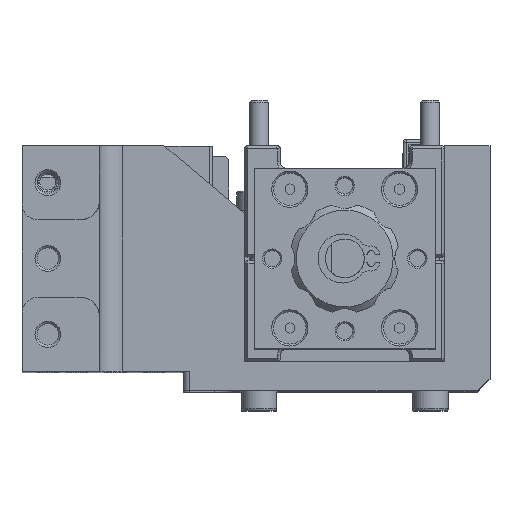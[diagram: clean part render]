
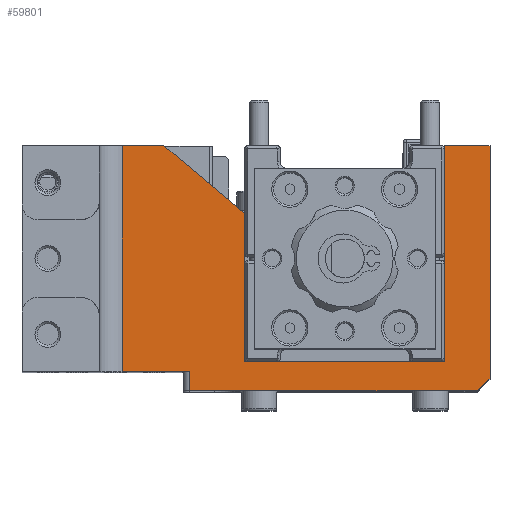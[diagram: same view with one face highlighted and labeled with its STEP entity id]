
A CAD part, top view. The second image highlights one B-rep face of the part: STEP entity #59801.
In plain terms, the highlighted planar face has unit normal (0, 0, 1).
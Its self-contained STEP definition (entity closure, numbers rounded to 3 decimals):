
#5659=FACE_OUTER_BOUND('',#9390,.T.);
#9390=EDGE_LOOP('',(#53411,#53412,#53413,#53414,#53415,#53416,#53417,#53418,
#53419,#53420,#53421,#53422));
#12118=LINE('',#82112,#17776);
#12145=LINE('',#82308,#17803);
#16971=LINE('',#106960,#22629);
#16982=LINE('',#106982,#22640);
#16999=LINE('',#107021,#22657);
#17012=LINE('',#107075,#22670);
#17204=LINE('',#107929,#22862);
#17227=LINE('',#108011,#22885);
#17280=LINE('',#108196,#22938);
#17281=LINE('',#108198,#22939);
#17282=LINE('',#108199,#22940);
#17283=LINE('',#108200,#22941);
#17776=VECTOR('',#65837,10.5);
#17803=VECTOR('',#66012,33.5);
#22629=VECTOR('',#79138,2.828);
#22640=VECTOR('',#79159,16.335);
#22657=VECTOR('',#79212,31.);
#22670=VECTOR('',#79281,44.5);
#22862=VECTOR('',#80063,6.487);
#22885=VECTOR('',#80160,36.);
#22938=VECTOR('',#80361,35.);
#22939=VECTOR('',#80364,7.);
#22940=VECTOR('',#80365,23.);
#22941=VECTOR('',#80366,3.);
#23525=VERTEX_POINT('',#82109);
#23526=VERTEX_POINT('',#82111);
#23620=VERTEX_POINT('',#82305);
#23621=VERTEX_POINT('',#82307);
#28342=VERTEX_POINT('',#106958);
#28343=VERTEX_POINT('',#106959);
#28348=VERTEX_POINT('',#106979);
#28349=VERTEX_POINT('',#106981);
#28353=VERTEX_POINT('',#107019);
#28366=VERTEX_POINT('',#107074);
#28600=VERTEX_POINT('',#107927);
#28622=VERTEX_POINT('',#108009);
#29167=EDGE_CURVE('',#23526,#23525,#12118,.T.);
#29265=EDGE_CURVE('',#23621,#23620,#12145,.T.);
#36517=EDGE_CURVE('',#28342,#28343,#16971,.T.);
#36528=EDGE_CURVE('',#28348,#28349,#16982,.T.);
#36546=EDGE_CURVE('',#23620,#28353,#16999,.T.);
#36573=EDGE_CURVE('',#28366,#28343,#17012,.T.);
#36931=EDGE_CURVE('',#28348,#28600,#17204,.T.);
#36973=EDGE_CURVE('',#28342,#28622,#17227,.T.);
#37054=EDGE_CURVE('',#28600,#23526,#17280,.T.);
#37055=EDGE_CURVE('',#28622,#23621,#17281,.T.);
#37056=EDGE_CURVE('',#28353,#28349,#17282,.T.);
#37057=EDGE_CURVE('',#23525,#28366,#17283,.T.);
#53411=ORIENTED_EDGE('',*,*,#36973,.T.);
#53412=ORIENTED_EDGE('',*,*,#37055,.T.);
#53413=ORIENTED_EDGE('',*,*,#29265,.T.);
#53414=ORIENTED_EDGE('',*,*,#36546,.T.);
#53415=ORIENTED_EDGE('',*,*,#37056,.T.);
#53416=ORIENTED_EDGE('',*,*,#36528,.F.);
#53417=ORIENTED_EDGE('',*,*,#36931,.T.);
#53418=ORIENTED_EDGE('',*,*,#37054,.T.);
#53419=ORIENTED_EDGE('',*,*,#29167,.T.);
#53420=ORIENTED_EDGE('',*,*,#37057,.T.);
#53421=ORIENTED_EDGE('',*,*,#36573,.T.);
#53422=ORIENTED_EDGE('',*,*,#36517,.F.);
#56649=PLANE('',#64956);
#59801=ADVANCED_FACE('',(#5659),#56649,.T.);
#64956=AXIS2_PLACEMENT_3D('',#108197,#80362,#80363);
#65837=DIRECTION('',(1.,0.,0.));
#66012=DIRECTION('',(0.,-1.,0.));
#79138=DIRECTION('',(-0.707,-0.707,0.));
#79159=DIRECTION('',(0.766,-0.643,0.));
#79212=DIRECTION('',(-1.,0.,0.));
#79281=DIRECTION('',(1.,0.,0.));
#80063=DIRECTION('',(-1.,0.,0.));
#80160=DIRECTION('',(0.,1.,0.));
#80361=DIRECTION('',(0.,-1.,0.));
#80362=DIRECTION('center_axis',(0.,0.,1.));
#80363=DIRECTION('ref_axis',(1.,0.,0.));
#80364=DIRECTION('',(-1.,0.,0.));
#80365=DIRECTION('',(0.,1.,0.));
#80366=DIRECTION('',(0.,-1.,0.));
#82109=CARTESIAN_POINT('',(-24.,-17.5,56.5));
#82111=CARTESIAN_POINT('',(-34.5,-17.5,56.5));
#82112=CARTESIAN_POINT('',(-34.5,-17.5,56.5));
#82305=CARTESIAN_POINT('',(15.5,-16.,56.5));
#82307=CARTESIAN_POINT('',(15.5,17.5,56.5));
#82308=CARTESIAN_POINT('',(15.5,17.5,56.5));
#106958=CARTESIAN_POINT('',(22.5,-18.5,56.5));
#106959=CARTESIAN_POINT('',(20.5,-20.5,56.5));
#106960=CARTESIAN_POINT('',(22.5,-18.5,56.5));
#106979=CARTESIAN_POINT('',(-28.013,17.5,56.5));
#106981=CARTESIAN_POINT('',(-15.5,7.,56.5));
#106982=CARTESIAN_POINT('',(-28.013,17.5,56.5));
#107019=CARTESIAN_POINT('',(-15.5,-16.,56.5));
#107021=CARTESIAN_POINT('',(15.5,-16.,56.5));
#107074=CARTESIAN_POINT('',(-24.,-20.5,56.5));
#107075=CARTESIAN_POINT('',(-24.,-20.5,56.5));
#107927=CARTESIAN_POINT('',(-34.5,17.5,56.5));
#107929=CARTESIAN_POINT('',(-28.013,17.5,56.5));
#108009=CARTESIAN_POINT('',(22.5,17.5,56.5));
#108011=CARTESIAN_POINT('',(22.5,-18.5,56.5));
#108196=CARTESIAN_POINT('',(-34.5,17.5,56.5));
#108197=CARTESIAN_POINT('Origin',(0.,17.5,56.5));
#108198=CARTESIAN_POINT('',(22.5,17.5,56.5));
#108199=CARTESIAN_POINT('',(-15.5,-16.,56.5));
#108200=CARTESIAN_POINT('',(-24.,-17.5,56.5));
